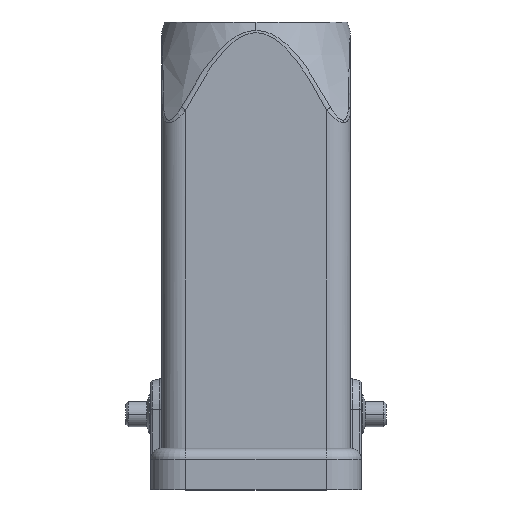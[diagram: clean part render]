
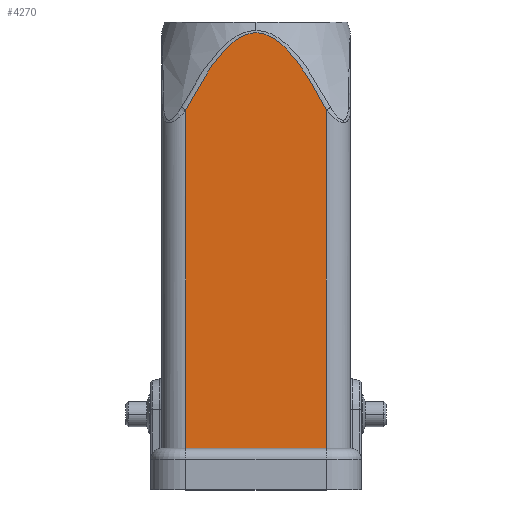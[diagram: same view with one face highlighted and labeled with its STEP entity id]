
A CAD part, top view. The second image highlights one B-rep face of the part: STEP entity #4270.
In plain terms, the highlighted planar face has unit normal (0, 0, 1).
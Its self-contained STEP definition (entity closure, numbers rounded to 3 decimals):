
#493=CARTESIAN_POINT('',(-9.,48.753,12.1));
#515=CARTESIAN_POINT('',(9.,48.753,12.1));
#521=CARTESIAN_POINT('',(-9.,48.753,12.1));
#522=CARTESIAN_POINT('',(-8.512,49.703,12.1));
#523=CARTESIAN_POINT('',(-7.458,51.658,12.1));
#524=CARTESIAN_POINT('',(-6.01,53.978,12.1));
#525=CARTESIAN_POINT('',(-4.723,55.663,12.1));
#526=CARTESIAN_POINT('',(-3.803,56.683,12.1));
#527=CARTESIAN_POINT('',(-2.896,57.493,12.1));
#528=CARTESIAN_POINT('',(-2.002,58.088,12.1));
#529=CARTESIAN_POINT('',(-1.135,58.461,12.1));
#530=CARTESIAN_POINT('',(-0.295,58.625,12.1));
#531=CARTESIAN_POINT('',(0.529,58.599,12.1));
#532=CARTESIAN_POINT('',(1.371,58.379,12.1));
#533=CARTESIAN_POINT('',(2.238,57.951,12.1));
#534=CARTESIAN_POINT('',(3.128,57.305,12.1));
#535=CARTESIAN_POINT('',(4.031,56.448,12.1));
#536=CARTESIAN_POINT('',(5.281,54.999,12.1));
#537=CARTESIAN_POINT('',(7.019,52.455,12.1));
#538=CARTESIAN_POINT('',(8.278,50.158,12.1));
#539=CARTESIAN_POINT('',(9.,48.753,12.1));
#627=DIRECTION('',(0.,-1.,0.));
#628=VECTOR('',#627,43.453);
#629=CARTESIAN_POINT('',(9.,48.753,12.1));
#630=LINE('',#629,#628);
#639=DIRECTION('',(0.,1.,0.));
#640=VECTOR('',#639,43.453);
#641=CARTESIAN_POINT('',(-9.,5.3,12.1));
#642=LINE('',#641,#640);
#1042=DIRECTION('',(-1.,0.,0.));
#1043=VECTOR('',#1042,18.);
#1044=CARTESIAN_POINT('',(9.,5.3,12.1));
#1045=LINE('',#1044,#1043);
#2947=VERTEX_POINT('',#515);
#2954=VERTEX_POINT('',#493);
#2955=CARTESIAN_POINT('',(-9.,5.3,12.1));
#2956=VERTEX_POINT('',#2955);
#2957=CARTESIAN_POINT('',(9.,5.3,12.1));
#2958=VERTEX_POINT('',#2957);
#4257=CARTESIAN_POINT('',(-9.,5.3,12.1));
#4258=DIRECTION('',(0.,0.,1.));
#4259=DIRECTION('',(1.,0.,0.));
#4260=AXIS2_PLACEMENT_3D('',#4257,#4258,#4259);
#4261=PLANE('',#4260);
#4263=ORIENTED_EDGE('',*,*,#4262,.T.);
#4264=ORIENTED_EDGE('',*,*,#4172,.T.);
#4265=ORIENTED_EDGE('',*,*,#4246,.T.);
#4267=ORIENTED_EDGE('',*,*,#4266,.T.);
#4268=EDGE_LOOP('',(#4263,#4264,#4265,#4267));
#4269=FACE_OUTER_BOUND('',#4268,.F.);
#4270=ADVANCED_FACE('',(#4269),#4261,.T.);
#540=B_SPLINE_CURVE_WITH_KNOTS('',3,(#521,#522,#523,#524,#525,#526,#527,#528,
#529,#530,#531,#532,#533,#534,#535,#536,#537,#538,#539),.UNSPECIFIED.,.F.,.F.,
(4,1,1,1,1,1,1,1,1,1,1,1,1,1,1,1,4),(0.,0.115,0.238,
0.294,0.343,0.387,0.425,
0.459,0.49,0.519,0.55,
0.584,0.624,0.669,0.719,
0.83,1.),.UNSPECIFIED.);
#4172=EDGE_CURVE('',#2954,#2947,#540,.T.);
#4246=EDGE_CURVE('',#2947,#2958,#630,.T.);
#4262=EDGE_CURVE('',#2956,#2954,#642,.T.);
#4266=EDGE_CURVE('',#2958,#2956,#1045,.T.);
